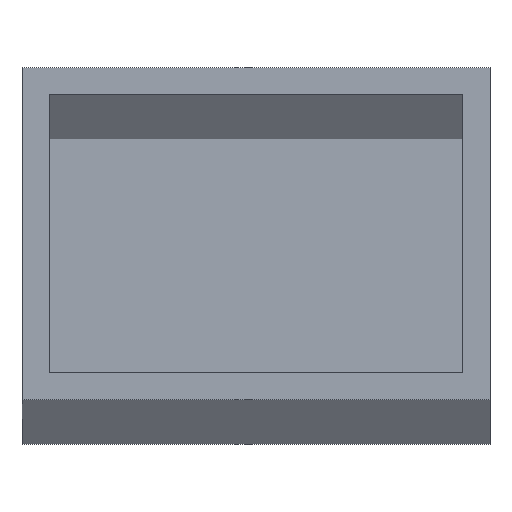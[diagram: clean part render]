
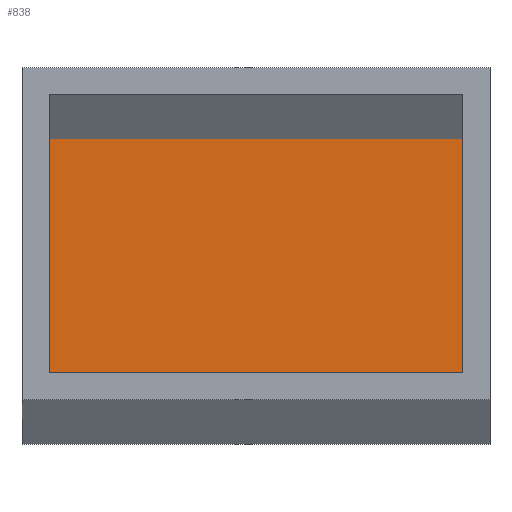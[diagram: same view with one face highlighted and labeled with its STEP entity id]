
A CAD part, top view. The second image highlights one B-rep face of the part: STEP entity #838.
In plain terms, the highlighted planar face has unit normal (0, 0, 1).
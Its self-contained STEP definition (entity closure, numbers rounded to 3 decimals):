
#62=FACE_OUTER_BOUND('',#110,.T.);
#110=EDGE_LOOP('',(#697,#698,#699,#700));
#204=LINE('',#1297,#314);
#205=LINE('',#1300,#315);
#206=LINE('',#1302,#316);
#207=LINE('',#1303,#317);
#314=VECTOR('',#1066,10.);
#315=VECTOR('',#1069,10.);
#316=VECTOR('',#1070,10.);
#317=VECTOR('',#1071,10.);
#400=VERTEX_POINT('',#1291);
#402=VERTEX_POINT('',#1295);
#403=VERTEX_POINT('',#1299);
#404=VERTEX_POINT('',#1301);
#504=EDGE_CURVE('',#400,#402,#204,.T.);
#505=EDGE_CURVE('',#400,#403,#205,.T.);
#506=EDGE_CURVE('',#404,#402,#206,.T.);
#507=EDGE_CURVE('',#403,#404,#207,.T.);
#697=ORIENTED_EDGE('',*,*,#505,.F.);
#698=ORIENTED_EDGE('',*,*,#504,.T.);
#699=ORIENTED_EDGE('',*,*,#506,.F.);
#700=ORIENTED_EDGE('',*,*,#507,.F.);
#793=PLANE('',#904);
#838=ADVANCED_FACE('',(#62),#793,.T.);
#904=AXIS2_PLACEMENT_3D('',#1298,#1067,#1068);
#1066=DIRECTION('',(-1.,0.,0.));
#1067=DIRECTION('center_axis',(0.,0.,1.));
#1068=DIRECTION('ref_axis',(0.,1.,0.));
#1069=DIRECTION('',(0.,-1.,0.));
#1070=DIRECTION('',(0.,1.,0.));
#1071=DIRECTION('',(-1.,0.,0.));
#1291=CARTESIAN_POINT('',(30.5,95.5,25.));
#1295=CARTESIAN_POINT('',(-30.5,95.5,25.));
#1297=CARTESIAN_POINT('',(30.5,95.5,25.));
#1298=CARTESIAN_POINT('Origin',(30.5,54.5,25.));
#1299=CARTESIAN_POINT('',(30.5,54.5,25.));
#1300=CARTESIAN_POINT('',(30.5,85.25,25.));
#1301=CARTESIAN_POINT('',(-30.5,54.5,25.));
#1302=CARTESIAN_POINT('',(-30.5,85.25,25.));
#1303=CARTESIAN_POINT('',(30.5,54.5,25.));
